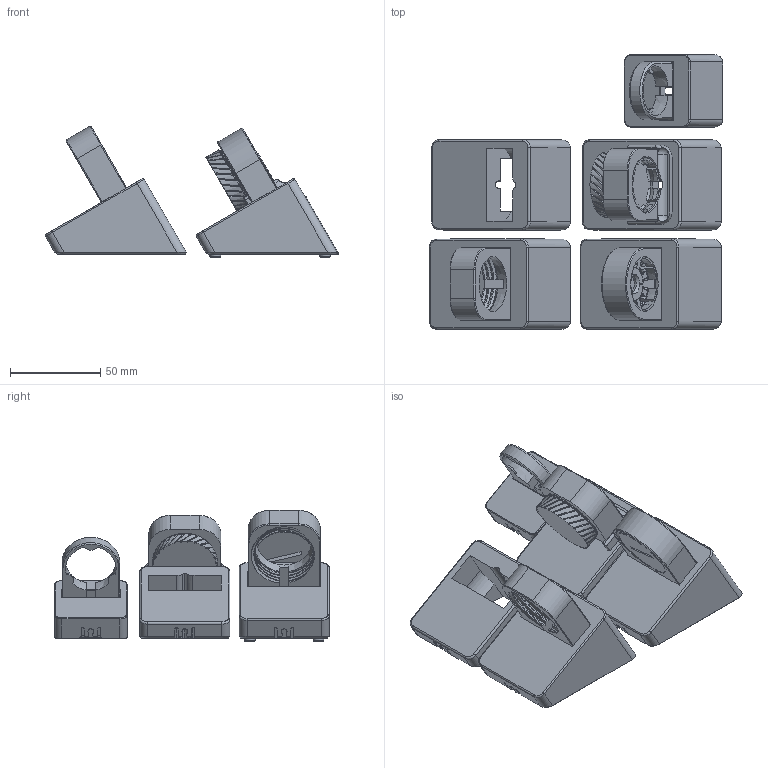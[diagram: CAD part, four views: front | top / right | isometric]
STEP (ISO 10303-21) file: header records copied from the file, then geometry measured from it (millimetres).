
FILE_DESCRIPTION(/* description */ (''),/* implementation_level */ '2;1');
FILE_NAME(/* name */ 'modular-apple-watch-dock.step',/* time_stamp */ '2021-04-17T01:58:05-04:00',/* author */ (''),/* organization */ (''),/* preprocessor_version */ 'ST-DEVELOPER v18.1',/* originating_system */ 'Autodesk Translation Framework v10.6.0.1341',/* authorisation */ '');
FILE_SCHEMA (('AUTOMOTIVE_DESIGN { 1 0 10303 214 3 1 1 }'));
Products named in the file (7): apple-watch-dock; v1; v2; all; feet; jointed-claw; mini
Assembly tree (6 placements, depth 3):
  apple-watch-dock
    v1
    v2
    all
      feet
      jointed-claw
    mini
Bounding box: 162.35 x 152.05 x 72.87 mm (x, y, z)
Volume: 347225.5 mm3; surface area: 129331.3 mm2
Topology: 29 solids, 29 shells, 1371 faces, 3680 edges, 2378 vertices
Faces by surface type: plane 604, cylinder 462, bspline 143, torus 80, cone 74, sphere 8
Full cylindrical faces by diameter (mm): 1.2 x19, 1.5 x8, 2 x8, 3 x4, 4 x4, 6 x4, 6.3 x8, 18 x1, 33.132 x3, 35 x1
Entity records: 58037 total; most frequent: CARTESIAN_POINT 23838, ORIENTED_EDGE 7360, DIRECTION 6836, EDGE_CURVE 3680, AXIS2_PLACEMENT_3D 2474, VERTEX_POINT 2378, LINE 1888, VECTOR 1888
